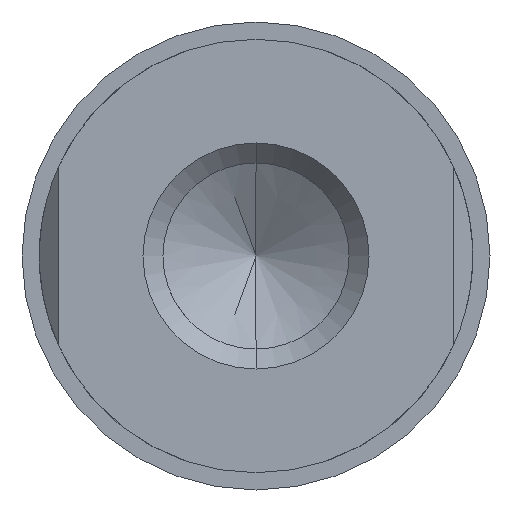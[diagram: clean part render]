
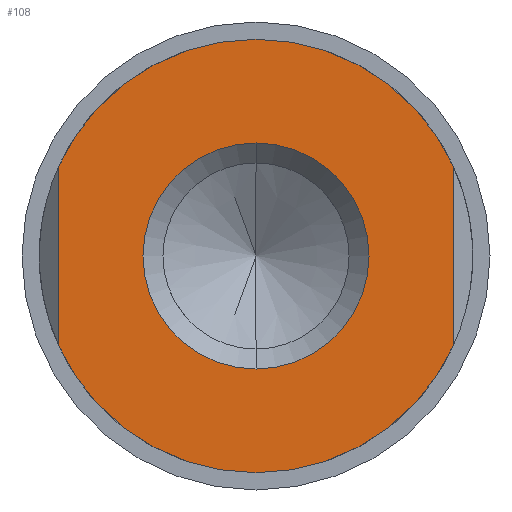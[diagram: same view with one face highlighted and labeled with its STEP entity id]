
A CAD part, front view. The second image highlights one B-rep face of the part: STEP entity #108.
In plain terms, the highlighted planar face has unit normal (0, -1, 0).
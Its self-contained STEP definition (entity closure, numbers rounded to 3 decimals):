
#3 = FACE_OUTER_BOUND ( 'NONE', #374, .T. ) ;
#16 = AXIS2_PLACEMENT_3D ( 'NONE', #788, #868, #362 ) ;
#20 = CIRCLE ( 'NONE', #218, 4.89 ) ;
#30 = DIRECTION ( 'NONE',  ( 0., 0., 1. ) ) ;
#39 = DIRECTION ( 'NONE',  ( 0., 0., 1. ) ) ;
#73 = AXIS2_PLACEMENT_3D ( 'NONE', #1025, #521, #30 ) ;
#108 = ADVANCED_FACE ( 'NONE', ( #317, #3 ), #817, .F. ) ;
#126 = VERTEX_POINT ( 'NONE', #464 ) ;
#154 = AXIS2_PLACEMENT_3D ( 'NONE', #357, #249, #905 ) ;
#181 = CARTESIAN_POINT ( 'NONE',  ( 4.45, 0., 2.027 ) ) ;
#196 = CARTESIAN_POINT ( 'NONE',  ( 0., 0., 0. ) ) ;
#203 = DIRECTION ( 'NONE',  ( 0., 1., 0. ) ) ;
#208 = EDGE_CURVE ( 'NONE', #126, #577, #818, .T. ) ;
#218 = AXIS2_PLACEMENT_3D ( 'NONE', #269, #773, #977 ) ;
#225 = EDGE_CURVE ( 'NONE', #577, #273, #20, .T. ) ;
#238 = DIRECTION ( 'NONE',  ( 0., 0., 1. ) ) ;
#249 = DIRECTION ( 'NONE',  ( 0., 1., 0. ) ) ;
#269 = CARTESIAN_POINT ( 'NONE',  ( 0., 0., 0. ) ) ;
#273 = VERTEX_POINT ( 'NONE', #181 ) ;
#282 = VERTEX_POINT ( 'NONE', #492 ) ;
#291 = VERTEX_POINT ( 'NONE', #918 ) ;
#309 = VERTEX_POINT ( 'NONE', #328 ) ;
#317 = FACE_BOUND ( 'NONE', #339, .T. ) ;
#326 = CIRCLE ( 'NONE', #16, 4.89 ) ;
#328 = CARTESIAN_POINT ( 'NONE',  ( 0., 0., 2.55 ) ) ;
#329 = AXIS2_PLACEMENT_3D ( 'NONE', #196, #691, #597 ) ;
#339 = EDGE_LOOP ( 'NONE', ( #848, #550 ) ) ;
#350 = DIRECTION ( 'NONE',  ( 0., 0., -1. ) ) ;
#357 = CARTESIAN_POINT ( 'NONE',  ( 0., 0., 0. ) ) ;
#362 = DIRECTION ( 'NONE',  ( 0., 0., 1. ) ) ;
#374 = EDGE_LOOP ( 'NONE', ( #602, #553, #839, #903, #935, #1012 ) ) ;
#390 = CARTESIAN_POINT ( 'NONE',  ( 4.89, 0., 0. ) ) ;
#397 = EDGE_CURVE ( 'NONE', #1035, #282, #326, .T. ) ;
#426 = CARTESIAN_POINT ( 'NONE',  ( 0., 0., 0. ) ) ;
#433 = EDGE_CURVE ( 'NONE', #282, #1031, #437, .T. ) ;
#437 = CIRCLE ( 'NONE', #73, 4.89 ) ;
#464 = CARTESIAN_POINT ( 'NONE',  ( -4.45, 0., 2.027 ) ) ;
#467 = VECTOR ( 'NONE', #560, 1000. ) ;
#468 = CARTESIAN_POINT ( 'NONE',  ( -4.45, 0., -2.027 ) ) ;
#492 = CARTESIAN_POINT ( 'NONE',  ( 0., 0., -4.89 ) ) ;
#510 = EDGE_CURVE ( 'NONE', #1035, #273, #1032, .T. ) ;
#521 = DIRECTION ( 'NONE',  ( 0., 1., 0. ) ) ;
#530 = CARTESIAN_POINT ( 'NONE',  ( 4.45, 0., 0. ) ) ;
#544 = AXIS2_PLACEMENT_3D ( 'NONE', #426, #937, #350 ) ;
#550 = ORIENTED_EDGE ( 'NONE', *, *, #743, .F. ) ;
#553 = ORIENTED_EDGE ( 'NONE', *, *, #510, .T. ) ;
#560 = DIRECTION ( 'NONE',  ( 0., 0., -1. ) ) ;
#577 = VERTEX_POINT ( 'NONE', #973 ) ;
#597 = DIRECTION ( 'NONE',  ( 0., 0., -1. ) ) ;
#602 = ORIENTED_EDGE ( 'NONE', *, *, #397, .F. ) ;
#609 = EDGE_CURVE ( 'NONE', #126, #1031, #922, .T. ) ;
#663 = VECTOR ( 'NONE', #39, 1000. ) ;
#691 = DIRECTION ( 'NONE',  ( 0., -1., 0. ) ) ;
#743 = EDGE_CURVE ( 'NONE', #309, #291, #808, .T. ) ;
#770 = EDGE_CURVE ( 'NONE', #291, #309, #829, .T. ) ;
#773 = DIRECTION ( 'NONE',  ( 0., 1., 0. ) ) ;
#788 = CARTESIAN_POINT ( 'NONE',  ( 0., 0., 0. ) ) ;
#808 = CIRCLE ( 'NONE', #329, 2.55 ) ;
#817 = PLANE ( 'NONE',  #1006 ) ;
#818 = CIRCLE ( 'NONE', #154, 4.89 ) ;
#829 = CIRCLE ( 'NONE', #544, 2.55 ) ;
#839 = ORIENTED_EDGE ( 'NONE', *, *, #225, .F. ) ;
#848 = ORIENTED_EDGE ( 'NONE', *, *, #770, .F. ) ;
#868 = DIRECTION ( 'NONE',  ( 0., 1., 0. ) ) ;
#903 = ORIENTED_EDGE ( 'NONE', *, *, #208, .F. ) ;
#905 = DIRECTION ( 'NONE',  ( 0., 0., 1. ) ) ;
#918 = CARTESIAN_POINT ( 'NONE',  ( 0., 0., -2.55 ) ) ;
#922 = LINE ( 'NONE', #938, #467 ) ;
#935 = ORIENTED_EDGE ( 'NONE', *, *, #609, .T. ) ;
#937 = DIRECTION ( 'NONE',  ( 0., -1., 0. ) ) ;
#938 = CARTESIAN_POINT ( 'NONE',  ( -4.45, 0., 0. ) ) ;
#969 = CARTESIAN_POINT ( 'NONE',  ( 4.45, 0., -2.027 ) ) ;
#973 = CARTESIAN_POINT ( 'NONE',  ( 0., 0., 4.89 ) ) ;
#977 = DIRECTION ( 'NONE',  ( 0., 0., 1. ) ) ;
#1006 = AXIS2_PLACEMENT_3D ( 'NONE', #390, #203, #238 ) ;
#1012 = ORIENTED_EDGE ( 'NONE', *, *, #433, .F. ) ;
#1025 = CARTESIAN_POINT ( 'NONE',  ( 0., 0., 0. ) ) ;
#1031 = VERTEX_POINT ( 'NONE', #468 ) ;
#1032 = LINE ( 'NONE', #530, #663 ) ;
#1035 = VERTEX_POINT ( 'NONE', #969 ) ;
